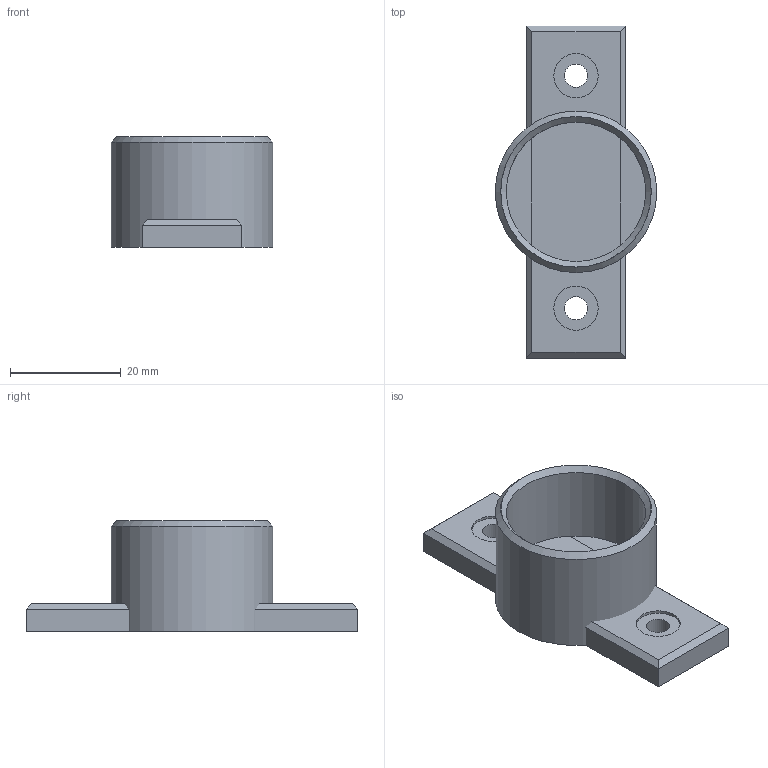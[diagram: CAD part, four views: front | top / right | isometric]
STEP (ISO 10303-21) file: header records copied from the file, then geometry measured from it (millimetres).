
FILE_DESCRIPTION(('FreeCAD Model'),'2;1');
FILE_NAME('Open CASCADE Shape Model','2024-11-09T22:42:04',(''),(''), 'Open CASCADE STEP processor 7.7','FreeCAD','Unknown');
FILE_SCHEMA(('AUTOMOTIVE_DESIGN { 1 0 10303 214 1 1 1 1 }'));
Length unit declared in the file: millimetre
Products named in the file (3): _020ExtToTube25; Body; Body001
Assembly tree (2 placements, depth 2):
  _020ExtToTube25
    Body
    Body001
Bounding box: 29.2 x 60 x 20 mm (x, y, z)
Volume: 10975.7 mm3; surface area: 7197.4 mm2
Topology: 2 solids, 2 shells, 23 faces, 42 edges, 26 vertices
Faces by surface type: plane 15, cylinder 6, cone 2
Full cylindrical faces by diameter (mm): 4.2 x2, 8 x2, 25.2 x1, 29.2 x1
Entity records: 635 total; most frequent: DIRECTION 107, CARTESIAN_POINT 95, ORIENTED_EDGE 84, EDGE_CURVE 42, AXIS2_PLACEMENT_3D 40, FACE_BOUND 30, EDGE_LOOP 30, LINE 27
